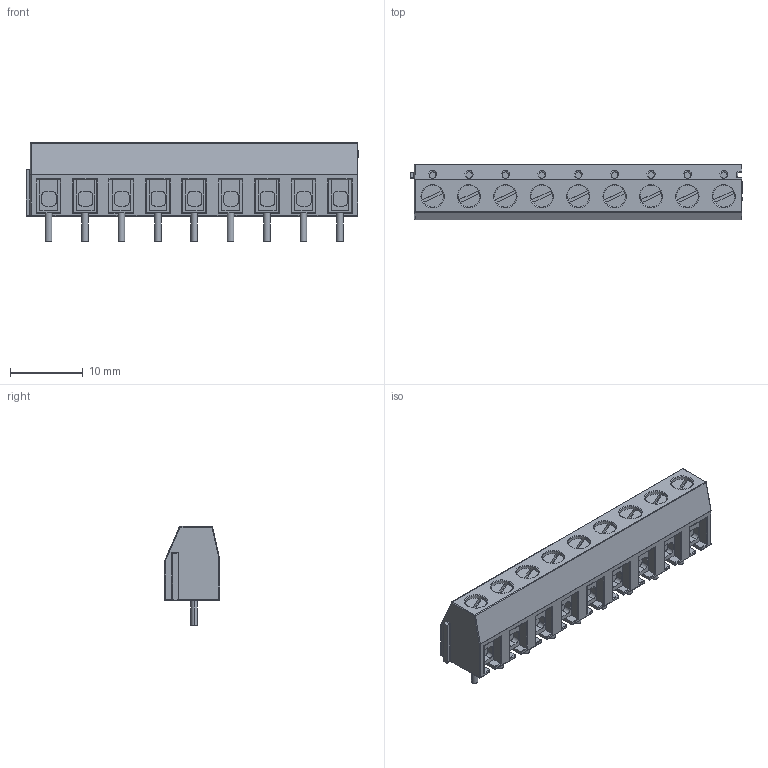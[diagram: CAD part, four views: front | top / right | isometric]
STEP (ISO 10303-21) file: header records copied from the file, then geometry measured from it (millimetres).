
FILE_DESCRIPTION (( 'STEP AP214' ), '1' );
FILE_NAME ('CONN-TH_JL301-50009U01.step', '2022-08-05T12:42:06', ( '' ), ( '' ), 'SwSTEP 2.0', 'SolidWorks 2020', '' );
FILE_SCHEMA (( 'AUTOMOTIVE_DESIGN' ));
Length unit declared in the file: millimetre
Products named in the file (1): CONN-TH_JL301-50009U01
Bounding box: 45.6 x 7.6 x 13.6 mm (x, y, z)
Volume: 2865.3 mm3; surface area: 2340.6 mm2
Topology: 14 solids, 14 shells, 782 faces, 1989 edges, 1270 vertices
Faces by surface type: plane 427, cylinder 191, bspline 132, torus 20, sphere 12
Entity records: 31803 total; most frequent: CARTESIAN_POINT 7860, ORIENTED_EDGE 3962, DIRECTION 3217, EDGE_CURVE 1981, VECTOR 1315, LINE 1315, VERTEX_POINT 1270, AXIS2_PLACEMENT_3D 951
